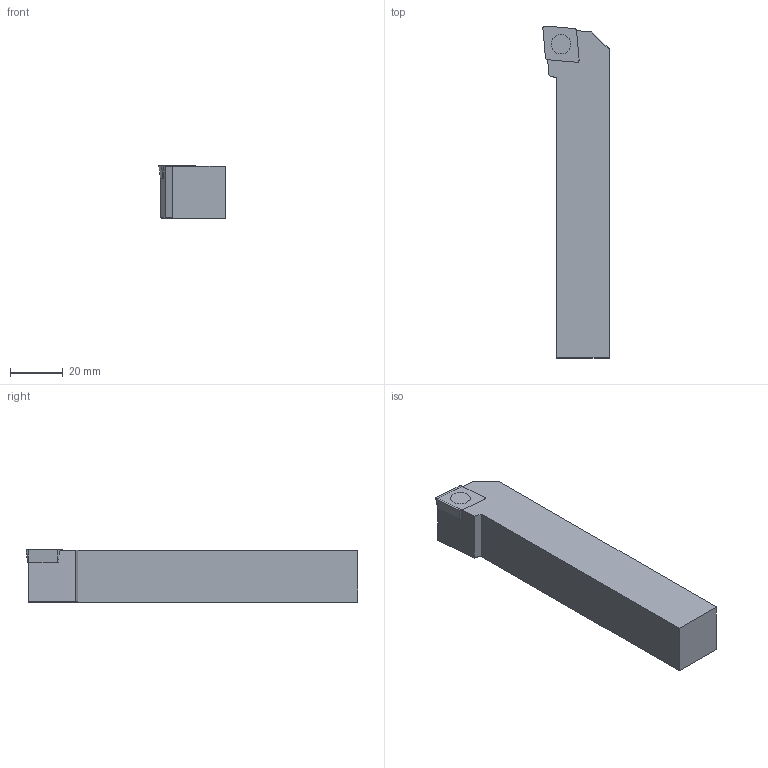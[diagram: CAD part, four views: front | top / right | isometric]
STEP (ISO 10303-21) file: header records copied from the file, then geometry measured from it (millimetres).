
FILE_DESCRIPTION(/* description */ (''),/* implementation_level */ '2;1');
FILE_NAME(/* name */ 'SCLCR2020K12MA_SIM.stp',/* time_stamp */ '2021-05-07T11:44:52+02:00',/* author */ (''),/* organization */ (''),/* preprocessor_version */ 'ST-DEVELOPER v16.7',/* originating_system */ 'SIEMENS PLM Software NX 12.0',/* authorisation */ '');
FILE_SCHEMA (('AUTOMOTIVE_DESIGN { 1 0 10303 214 3 1 1 1 }'));
Length unit declared in the file: millimetre
Products named in the file (1): model1
Bounding box: 25.25 x 126.43 x 19.99 mm (x, y, z)
Volume: 50808.2 mm3; surface area: 11423.4 mm2
Topology: 2 solids, 2 shells, 28 faces, 69 edges, 45 vertices
Faces by surface type: plane 20, bspline 4, cylinder 3, torus 1
Full cylindrical faces by diameter (mm): 5.5 x1, 7.5 x1
Entity records: 1058 total; most frequent: CARTESIAN_POINT 418, ORIENTED_EDGE 130, DIRECTION 106, EDGE_CURVE 65, VERTEX_POINT 44, LINE 42, VECTOR 42, EDGE_LOOP 33
